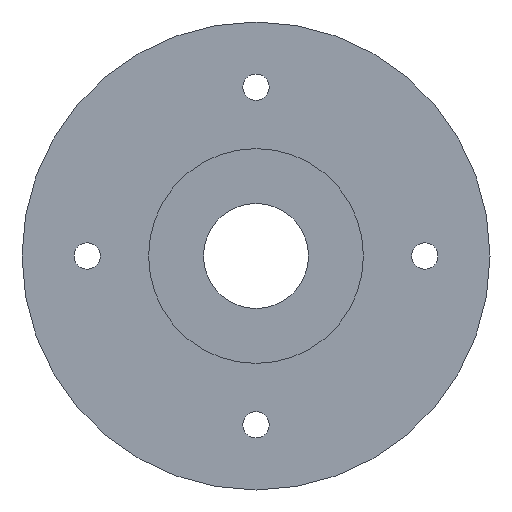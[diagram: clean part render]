
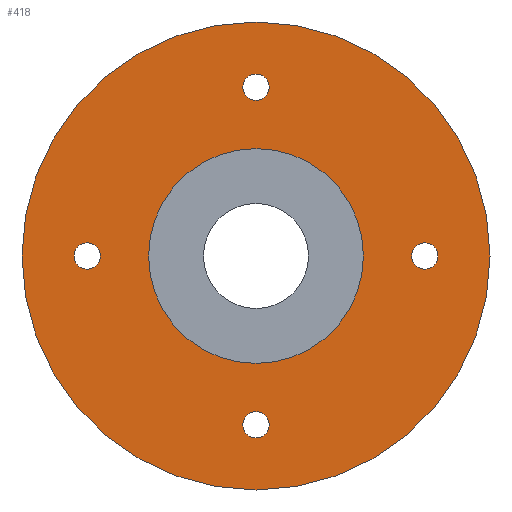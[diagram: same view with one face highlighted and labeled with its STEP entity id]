
A CAD part, front view. The second image highlights one B-rep face of the part: STEP entity #418.
In plain terms, the highlighted planar face has unit normal (0, -1, 0).
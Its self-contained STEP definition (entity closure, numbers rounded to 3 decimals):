
#30=FACE_BOUND('',#104,.T.);
#31=FACE_BOUND('',#105,.T.);
#32=FACE_BOUND('',#106,.T.);
#33=FACE_BOUND('',#107,.T.);
#34=FACE_BOUND('',#108,.T.);
#47=PLANE('',#490);
#70=FACE_OUTER_BOUND('',#103,.T.);
#103=EDGE_LOOP('',(#359));
#104=EDGE_LOOP('',(#360));
#105=EDGE_LOOP('',(#361));
#106=EDGE_LOOP('',(#362));
#107=EDGE_LOOP('',(#363));
#108=EDGE_LOOP('',(#364));
#156=CIRCLE('',#444,22.5);
#167=CIRCLE('',#463,2.75);
#171=CIRCLE('',#470,2.75);
#175=CIRCLE('',#477,2.75);
#179=CIRCLE('',#484,2.75);
#182=CIRCLE('',#491,49.);
#186=VERTEX_POINT('',#634);
#202=VERTEX_POINT('',#750);
#206=VERTEX_POINT('',#763);
#210=VERTEX_POINT('',#776);
#214=VERTEX_POINT('',#789);
#217=VERTEX_POINT('',#803);
#221=EDGE_CURVE('',#186,#186,#156,.T.);
#244=EDGE_CURVE('',#202,#202,#167,.T.);
#250=EDGE_CURVE('',#206,#206,#171,.T.);
#256=EDGE_CURVE('',#210,#210,#175,.T.);
#262=EDGE_CURVE('',#214,#214,#179,.T.);
#268=EDGE_CURVE('',#217,#217,#182,.T.);
#359=ORIENTED_EDGE('',*,*,#268,.F.);
#360=ORIENTED_EDGE('',*,*,#221,.T.);
#361=ORIENTED_EDGE('',*,*,#244,.T.);
#362=ORIENTED_EDGE('',*,*,#250,.T.);
#363=ORIENTED_EDGE('',*,*,#256,.T.);
#364=ORIENTED_EDGE('',*,*,#262,.T.);
#418=ADVANCED_FACE('',(#70,#30,#31,#32,#33,#34),#47,.T.);
#444=AXIS2_PLACEMENT_3D('',#635,#503,#504);
#463=AXIS2_PLACEMENT_3D('',#752,#548,#549);
#470=AXIS2_PLACEMENT_3D('',#765,#564,#565);
#477=AXIS2_PLACEMENT_3D('',#778,#580,#581);
#484=AXIS2_PLACEMENT_3D('',#791,#596,#597);
#490=AXIS2_PLACEMENT_3D('',#802,#611,#612);
#491=AXIS2_PLACEMENT_3D('',#804,#613,#614);
#503=DIRECTION('center_axis',(0.,1.,0.));
#504=DIRECTION('ref_axis',(-1.,0.,0.));
#548=DIRECTION('center_axis',(0.,1.,0.));
#549=DIRECTION('ref_axis',(0.,0.,1.));
#564=DIRECTION('center_axis',(0.,1.,0.));
#565=DIRECTION('ref_axis',(-1.,0.,0.));
#580=DIRECTION('center_axis',(0.,1.,0.));
#581=DIRECTION('ref_axis',(0.,0.,-1.));
#596=DIRECTION('center_axis',(0.,1.,0.));
#597=DIRECTION('ref_axis',(1.,0.,0.));
#611=DIRECTION('center_axis',(0.,-1.,0.));
#612=DIRECTION('ref_axis',(0.,0.,-1.));
#613=DIRECTION('center_axis',(0.,1.,0.));
#614=DIRECTION('ref_axis',(1.,0.,0.));
#634=CARTESIAN_POINT('',(22.5,0.,0.));
#635=CARTESIAN_POINT('Origin',(0.,0.,0.));
#750=CARTESIAN_POINT('',(0.,0.,-38.1));
#752=CARTESIAN_POINT('Origin',(0.,0.,
-35.35));
#763=CARTESIAN_POINT('',(38.1,0.,0.));
#765=CARTESIAN_POINT('Origin',(35.35,0.,0.));
#776=CARTESIAN_POINT('',(0.,0.,38.1));
#778=CARTESIAN_POINT('Origin',(0.,0.,
35.35));
#789=CARTESIAN_POINT('',(-38.1,0.,0.));
#791=CARTESIAN_POINT('Origin',(-35.35,0.,0.));
#802=CARTESIAN_POINT('Origin',(-49.,0.,0.));
#803=CARTESIAN_POINT('',(49.,0.,0.));
#804=CARTESIAN_POINT('Origin',(0.,0.,
0.));
